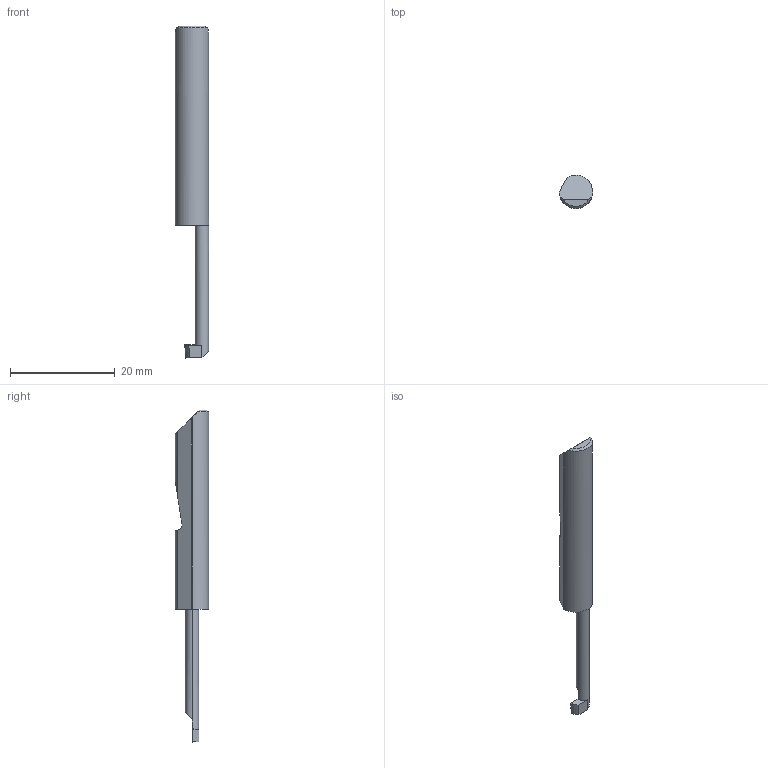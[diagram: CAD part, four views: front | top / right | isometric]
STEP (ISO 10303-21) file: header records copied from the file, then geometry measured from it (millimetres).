
FILE_DESCRIPTION (( 'STEP AP214' ), '1' );
FILE_NAME ('Micro_QRB-1801000X.STEP', '2021-09-08T16:47:27', ( '' ), ( '' ), 'SwSTEP 2.0', 'SolidWorks 2020', '' );
FILE_SCHEMA (( 'AUTOMOTIVE_DESIGN' ));
Length unit declared in the file: inch
Products named in the file (1): Micro_QRB-1801000X
Bounding box: 6.35 x 6.35 x 63.5 mm (x, y, z)
Volume: 1232.1 mm3; surface area: 994.9 mm2
Topology: 1 solids, 1 shells, 22 faces, 54 edges, 34 vertices
Faces by surface type: plane 13, cylinder 8, cone 1
Entity records: 693 total; most frequent: CARTESIAN_POINT 176, ORIENTED_EDGE 108, DIRECTION 89, EDGE_CURVE 54, VERTEX_POINT 34, AXIS2_PLACEMENT_3D 30, VECTOR 29, LINE 29
